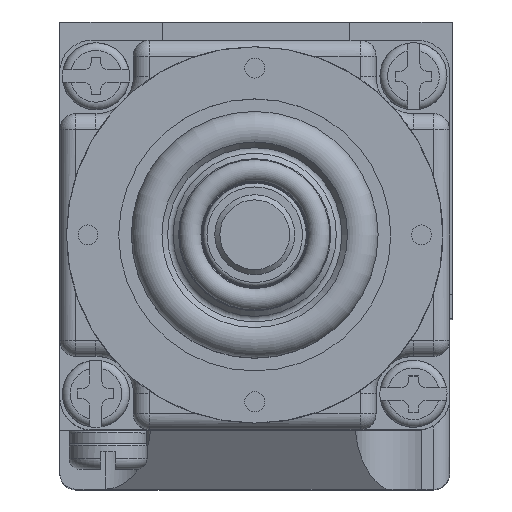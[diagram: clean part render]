
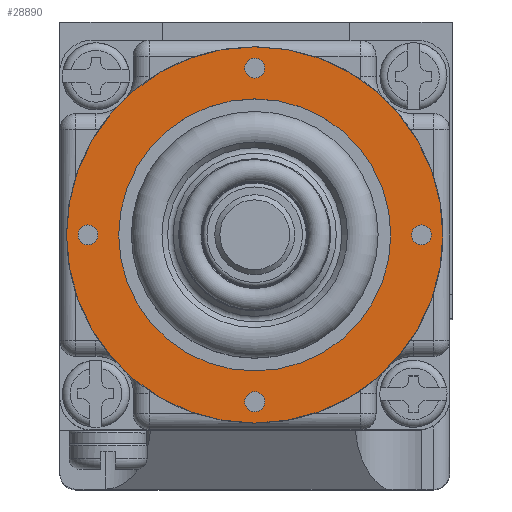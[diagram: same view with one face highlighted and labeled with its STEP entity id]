
A CAD part, top view. The second image highlights one B-rep face of the part: STEP entity #28890.
In plain terms, the highlighted planar face has unit normal (0, 0, 1).
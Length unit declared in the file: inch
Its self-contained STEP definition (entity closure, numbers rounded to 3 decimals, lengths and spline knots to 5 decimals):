
#810 = EDGE_LOOP ( 'NONE', ( #7732 ) ) ;
#1015 = VERTEX_POINT ( 'NONE', #27731 ) ;
#1781 = CARTESIAN_POINT ( 'NONE',  ( -1.97067, 1.2787, 2.01581 ) ) ;
#2030 = CARTESIAN_POINT ( 'NONE',  ( -2.69967, 1.2787, 2.01581 ) ) ;
#2772 = EDGE_CURVE ( 'NONE', #25753, #25753, #25232, .T. ) ;
#3596 = VERTEX_POINT ( 'NONE', #4373 ) ;
#3762 = CIRCLE ( 'NONE', #6086, 0.527 ) ;
#4373 = CARTESIAN_POINT ( 'NONE',  ( -2.65517, 1.2787, 2.01581 ) ) ;
#5706 = AXIS2_PLACEMENT_3D ( 'NONE', #24144, #21967, #19291 ) ;
#5912 = AXIS2_PLACEMENT_3D ( 'NONE', #24804, #15623, #8437 ) ;
#6086 = AXIS2_PLACEMENT_3D ( 'NONE', #27176, #13077, #17782 ) ;
#6482 = EDGE_LOOP ( 'NONE', ( #28072 ) ) ;
#6749 = ORIENTED_EDGE ( 'NONE', *, *, #22888, .T. ) ;
#6831 = FACE_BOUND ( 'NONE', #810, .T. ) ;
#7066 = AXIS2_PLACEMENT_3D ( 'NONE', #18609, #16250, #20785 ) ;
#7732 = ORIENTED_EDGE ( 'NONE', *, *, #23486, .T. ) ;
#7948 = EDGE_LOOP ( 'NONE', ( #23240 ) ) ;
#8437 = DIRECTION ( 'NONE',  ( -1., 0., 0. ) ) ;
#8755 = VERTEX_POINT ( 'NONE', #30110 ) ;
#8915 = ORIENTED_EDGE ( 'NONE', *, *, #29483, .T. ) ;
#10660 = EDGE_LOOP ( 'NONE', ( #30266 ) ) ;
#10684 = EDGE_LOOP ( 'NONE', ( #8915 ) ) ;
#10956 = AXIS2_PLACEMENT_3D ( 'NONE', #12608, #29174, #21854 ) ;
#11134 = CIRCLE ( 'NONE', #5912, 0.0385 ) ;
#11332 = DIRECTION ( 'NONE',  ( 0., 0., 1. ) ) ;
#11703 = VERTEX_POINT ( 'NONE', #2030 ) ;
#12608 = CARTESIAN_POINT ( 'NONE',  ( -1.97067, 1.2787, 2.01581 ) ) ;
#13077 = DIRECTION ( 'NONE',  ( 0., 0., -1. ) ) ;
#13537 = CARTESIAN_POINT ( 'NONE',  ( -2.49767, 1.2787, 2.01581 ) ) ;
#15012 = VERTEX_POINT ( 'NONE', #13537 ) ;
#15623 = DIRECTION ( 'NONE',  ( 0., 0., -1. ) ) ;
#15688 = AXIS2_PLACEMENT_3D ( 'NONE', #1781, #11332, #18534 ) ;
#16240 = CIRCLE ( 'NONE', #7066, 0.0385 ) ;
#16250 = DIRECTION ( 'NONE',  ( 0., 0., -1. ) ) ;
#17782 = DIRECTION ( 'NONE',  ( -1., 0., 0. ) ) ;
#17827 = FACE_OUTER_BOUND ( 'NONE', #26876, .T. ) ;
#18534 = DIRECTION ( 'NONE',  ( -1., 0., 0. ) ) ;
#18609 = CARTESIAN_POINT ( 'NONE',  ( -2.61667, 1.2787, 2.01581 ) ) ;
#18786 = CARTESIAN_POINT ( 'NONE',  ( -1.97067, 1.9247, 2.01581 ) ) ;
#19277 = CIRCLE ( 'NONE', #15688, 0.729 ) ;
#19291 = DIRECTION ( 'NONE',  ( -1., 0., 0. ) ) ;
#19321 = FACE_BOUND ( 'NONE', #10684, .T. ) ;
#19587 = PLANE ( 'NONE',  #10956 ) ;
#19632 = EDGE_CURVE ( 'NONE', #15012, #15012, #3762, .T. ) ;
#20442 = EDGE_CURVE ( 'NONE', #8755, #8755, #22069, .T. ) ;
#20785 = DIRECTION ( 'NONE',  ( -1., 0., 0. ) ) ;
#21854 = DIRECTION ( 'NONE',  ( 1., 0., 0. ) ) ;
#21967 = DIRECTION ( 'NONE',  ( 0., 0., -1. ) ) ;
#22069 = CIRCLE ( 'NONE', #5706, 0.0385 ) ;
#22888 = EDGE_CURVE ( 'NONE', #11703, #11703, #19277, .T. ) ;
#23240 = ORIENTED_EDGE ( 'NONE', *, *, #19632, .T. ) ;
#23486 = EDGE_CURVE ( 'NONE', #3596, #3596, #16240, .T. ) ;
#23670 = DIRECTION ( 'NONE',  ( 0., 0., -1. ) ) ;
#24120 = FACE_BOUND ( 'NONE', #7948, .T. ) ;
#24144 = CARTESIAN_POINT ( 'NONE',  ( -1.32467, 1.2787, 2.01581 ) ) ;
#24564 = CARTESIAN_POINT ( 'NONE',  ( -2.00917, 1.9247, 2.01581 ) ) ;
#24804 = CARTESIAN_POINT ( 'NONE',  ( -1.97067, 0.6327, 2.01581 ) ) ;
#25232 = CIRCLE ( 'NONE', #25929, 0.0385 ) ;
#25613 = FACE_BOUND ( 'NONE', #10660, .T. ) ;
#25753 = VERTEX_POINT ( 'NONE', #24564 ) ;
#25929 = AXIS2_PLACEMENT_3D ( 'NONE', #18786, #23670, #25930 ) ;
#25930 = DIRECTION ( 'NONE',  ( -1., 0., 0. ) ) ;
#26876 = EDGE_LOOP ( 'NONE', ( #6749 ) ) ;
#27176 = CARTESIAN_POINT ( 'NONE',  ( -1.97067, 1.2787, 2.01581 ) ) ;
#27731 = CARTESIAN_POINT ( 'NONE',  ( -2.00917, 0.6327, 2.01581 ) ) ;
#28072 = ORIENTED_EDGE ( 'NONE', *, *, #2772, .T. ) ;
#28890 = ADVANCED_FACE ( 'NONE', ( #25613, #19321, #6831, #30381, #24120, #17827 ), #19587, .T. ) ;
#29174 = DIRECTION ( 'NONE',  ( 0., 0., 1. ) ) ;
#29483 = EDGE_CURVE ( 'NONE', #1015, #1015, #11134, .T. ) ;
#30110 = CARTESIAN_POINT ( 'NONE',  ( -1.36317, 1.2787, 2.01581 ) ) ;
#30266 = ORIENTED_EDGE ( 'NONE', *, *, #20442, .T. ) ;
#30381 = FACE_BOUND ( 'NONE', #6482, .T. ) ;
